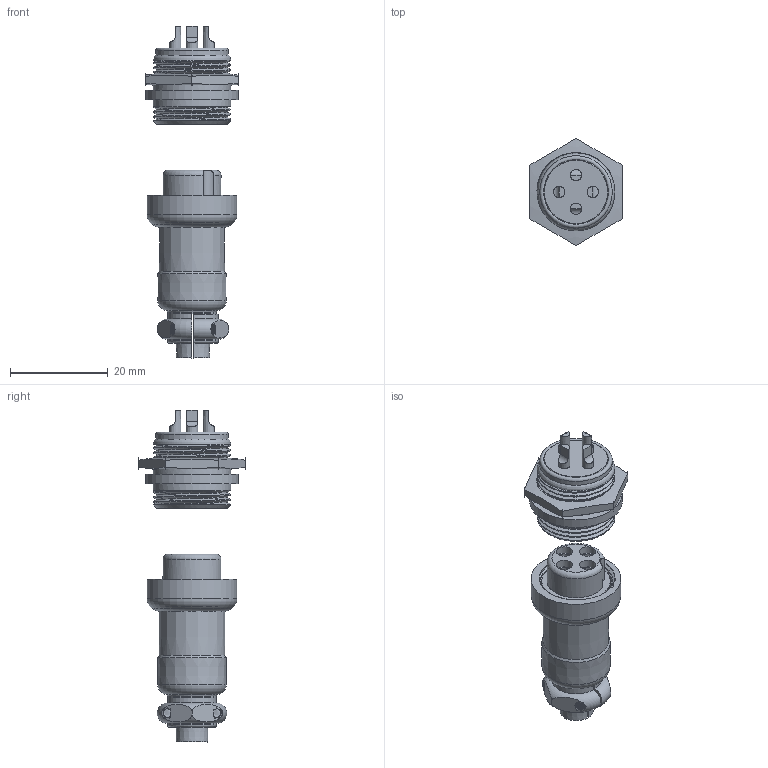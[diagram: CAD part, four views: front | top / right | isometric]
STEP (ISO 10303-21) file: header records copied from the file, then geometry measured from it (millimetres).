
FILE_DESCRIPTION(/* description */ (''),/* implementation_level */ '2;1');
FILE_NAME(/* name */ 'GX16 Aviation Connector v2.step',/* time_stamp */ '2020-01-03T11:02:39+03:00',/* author */ (''),/* organization */ (''),/* preprocessor_version */ 'ST-DEVELOPER v18',/* originating_system */ 'Autodesk Translation Framework v8.12.0.6',/* authorisation */ '');
FILE_SCHEMA (('AUTOMOTIVE_DESIGN { 1 0 10303 214 3 1 1 }'));
Length unit declared in the file: millimetre
Products named in the file (12): GX16 Aviation Connector; Female; nut; upper sheath; Inner plastic; needle; male; Inner Plsastic; Plastic; needle (1); shell; KNURLED NUT
Assembly tree (17 placements, depth 4):
  GX16 Aviation Connector
    Female
      nut
      upper sheath
      Inner plastic
      needle  x4
    male
      Inner Plsastic
        Plastic
        needle (1)  x4
      shell
      KNURLED NUT
Bounding box: 19 x 21.94 x 68.01 mm (x, y, z)
Volume: 6152.7 mm3; surface area: 10282.3 mm2
Topology: 16 solids, 16 shells, 534 faces, 1500 edges, 990 vertices
Faces by surface type: cylinder 237, plane 115, bspline 94, cone 73, torus 15
Full cylindrical faces by diameter (mm): 0.433 x4, 0.606 x4, 1.775 x34, 2.28 x32, 2.572 x4, 3.111 x4, 3.305 x4, 13.247 x1, 13.487 x1, 14.741 x6, 14.849 x1, 15.036 x4, 15.884 x8, 16.152 x7, 18.401 x1, 19 x1
Entity records: 32414 total; most frequent: CARTESIAN_POINT 21528, ORIENTED_EDGE 2534, DIRECTION 1761, EDGE_CURVE 1267, VERTEX_POINT 840, AXIS2_PLACEMENT_3D 698, B_SPLINE_CURVE_WITH_KNOTS 580, EDGE_LOOP 473
